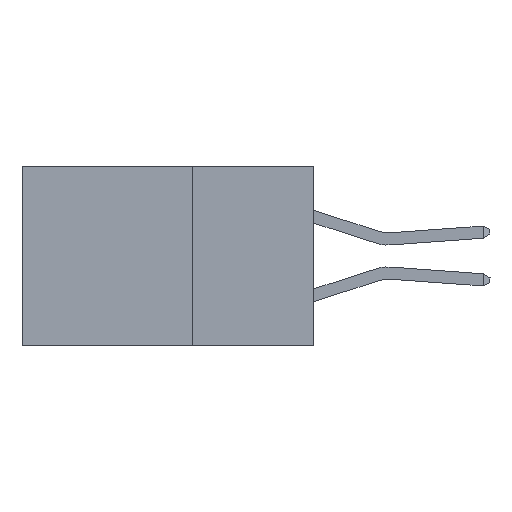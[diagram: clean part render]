
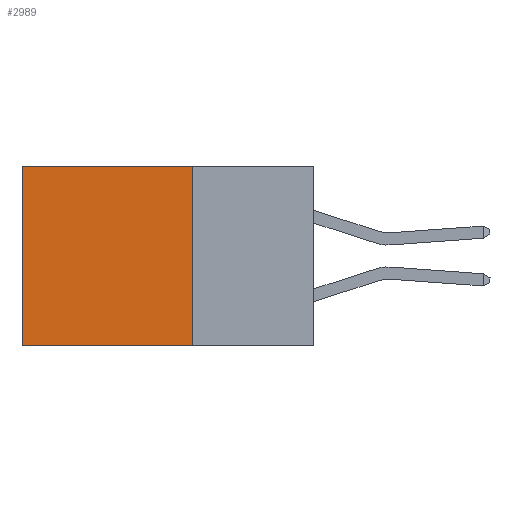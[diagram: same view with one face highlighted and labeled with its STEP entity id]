
A CAD part, left-side view. The second image highlights one B-rep face of the part: STEP entity #2989.
In plain terms, the highlighted planar face has unit normal (-1, 0, 0).
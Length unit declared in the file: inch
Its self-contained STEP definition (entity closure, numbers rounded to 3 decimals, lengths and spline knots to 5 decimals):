
#941 = DIRECTION ( 'NONE',  ( 0., 0., -1. ) ) ;
#1634 = DIRECTION ( 'NONE',  ( 1., 0., 0. ) ) ;
#1857 = VECTOR ( 'NONE', #12093, 39.37008 ) ;
#2393 = VECTOR ( 'NONE', #17763, 39.37008 ) ;
#2989 = ADVANCED_FACE ( 'NONE', ( #6095 ), #31046, .F. ) ;
#3089 = CARTESIAN_POINT ( 'NONE',  ( 0.2875, 0.6, -0.37 ) ) ;
#5902 = EDGE_CURVE ( 'NONE', #12053, #24609, #20323, .T. ) ;
#6095 = FACE_OUTER_BOUND ( 'NONE', #23054, .T. ) ;
#8600 = ORIENTED_EDGE ( 'NONE', *, *, #26904, .F. ) ;
#9699 = CARTESIAN_POINT ( 'NONE',  ( 0.2875, 0.6, 0. ) ) ;
#10144 = CARTESIAN_POINT ( 'NONE',  ( 0.2875, 0.25, 0. ) ) ;
#10204 = ORIENTED_EDGE ( 'NONE', *, *, #30642, .T. ) ;
#12053 = VERTEX_POINT ( 'NONE', #9699 ) ;
#12093 = DIRECTION ( 'NONE',  ( 0., 1., 0. ) ) ;
#13007 = VERTEX_POINT ( 'NONE', #21308 ) ;
#13242 = DIRECTION ( 'NONE',  ( 0., 0., -1. ) ) ;
#13559 = LINE ( 'NONE', #18038, #19830 ) ;
#13718 = CARTESIAN_POINT ( 'NONE',  ( 0.2875, 0.25, -0.37 ) ) ;
#17763 = DIRECTION ( 'NONE',  ( 0., 1., 0. ) ) ;
#18038 = CARTESIAN_POINT ( 'NONE',  ( 0.2875, 0.25, 0. ) ) ;
#18207 = LINE ( 'NONE', #29488, #1857 ) ;
#19391 = DIRECTION ( 'NONE',  ( 0., 0., -1. ) ) ;
#19830 = VECTOR ( 'NONE', #13242, 39.37008 ) ;
#20323 = LINE ( 'NONE', #21006, #25823 ) ;
#21006 = CARTESIAN_POINT ( 'NONE',  ( 0.2875, 0.6, 0. ) ) ;
#21308 = CARTESIAN_POINT ( 'NONE',  ( 0.2875, 0.25, 0. ) ) ;
#22656 = LINE ( 'NONE', #10144, #2393 ) ;
#23054 = EDGE_LOOP ( 'NONE', ( #31133, #8600, #30309, #10204 ) ) ;
#23182 = VERTEX_POINT ( 'NONE', #13718 ) ;
#23691 = EDGE_CURVE ( 'NONE', #13007, #23182, #13559, .T. ) ;
#24199 = AXIS2_PLACEMENT_3D ( 'NONE', #26107, #1634, #19391 ) ;
#24609 = VERTEX_POINT ( 'NONE', #3089 ) ;
#25823 = VECTOR ( 'NONE', #941, 39.37008 ) ;
#26107 = CARTESIAN_POINT ( 'NONE',  ( 0.2875, 0.25, 0. ) ) ;
#26904 = EDGE_CURVE ( 'NONE', #23182, #24609, #18207, .T. ) ;
#29488 = CARTESIAN_POINT ( 'NONE',  ( 0.2875, 0.25, -0.37 ) ) ;
#30309 = ORIENTED_EDGE ( 'NONE', *, *, #23691, .F. ) ;
#30642 = EDGE_CURVE ( 'NONE', #13007, #12053, #22656, .T. ) ;
#31046 = PLANE ( 'NONE',  #24199 ) ;
#31133 = ORIENTED_EDGE ( 'NONE', *, *, #5902, .T. ) ;
